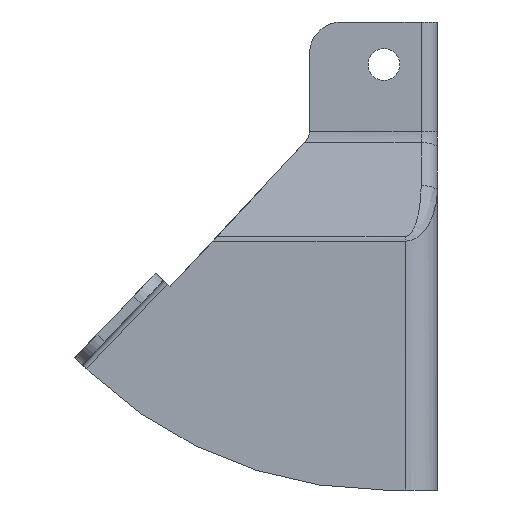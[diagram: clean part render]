
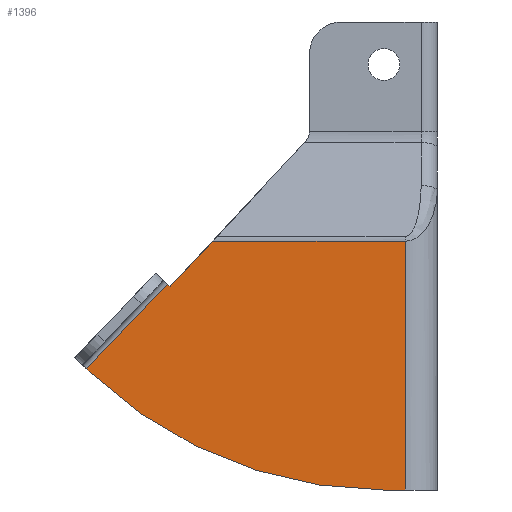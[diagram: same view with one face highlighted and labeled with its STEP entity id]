
A CAD part, front view. The second image highlights one B-rep face of the part: STEP entity #1396.
In plain terms, the highlighted planar face has unit normal (0, -1, 0).
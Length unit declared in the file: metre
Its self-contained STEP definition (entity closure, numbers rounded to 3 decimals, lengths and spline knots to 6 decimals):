
#94=LINE('',#2145,#220);
#95=LINE('',#2148,#221);
#96=LINE('',#2150,#222);
#97=LINE('',#2152,#223);
#98=LINE('',#2154,#224);
#99=LINE('',#2156,#225);
#100=LINE('',#2160,#226);
#220=VECTOR('',#1682,1.);
#221=VECTOR('',#1683,1.);
#222=VECTOR('',#1684,1.);
#223=VECTOR('',#1685,1.);
#224=VECTOR('',#1686,1.);
#225=VECTOR('',#1687,1.);
#226=VECTOR('',#1690,1.);
#351=ORIENTED_EDGE('',*,*,#783,.T.);
#352=ORIENTED_EDGE('',*,*,#784,.T.);
#353=ORIENTED_EDGE('',*,*,#785,.F.);
#354=ORIENTED_EDGE('',*,*,#786,.F.);
#355=ORIENTED_EDGE('',*,*,#787,.T.);
#356=ORIENTED_EDGE('',*,*,#788,.T.);
#357=ORIENTED_EDGE('',*,*,#789,.T.);
#358=ORIENTED_EDGE('',*,*,#790,.T.);
#783=EDGE_CURVE('',#999,#1000,#94,.F.);
#784=EDGE_CURVE('',#1000,#1001,#95,.F.);
#785=EDGE_CURVE('',#1002,#1001,#96,.T.);
#786=EDGE_CURVE('',#1003,#1002,#97,.T.);
#787=EDGE_CURVE('',#1003,#1004,#98,.T.);
#788=EDGE_CURVE('',#1004,#1005,#99,.T.);
#789=EDGE_CURVE('',#1005,#1006,#1124,.T.);
#790=EDGE_CURVE('',#1006,#999,#100,.T.);
#999=VERTEX_POINT('',#2146);
#1000=VERTEX_POINT('',#2147);
#1001=VERTEX_POINT('',#2149);
#1002=VERTEX_POINT('',#2151);
#1003=VERTEX_POINT('',#2153);
#1004=VERTEX_POINT('',#2155);
#1005=VERTEX_POINT('',#2157);
#1006=VERTEX_POINT('',#2159);
#1124=CIRCLE('',#1495,0.080079);
#1191=EDGE_LOOP('',(#351,#352,#353,#354,#355,#356,#357,#358));
#1277=FACE_BOUND('',#1191,.T.);
#1363=PLANE('',#1494);
#1396=ADVANCED_FACE('',(#1277),#1363,.T.);
#1494=AXIS2_PLACEMENT_3D('',#2144,#1680,#1681);
#1495=AXIS2_PLACEMENT_3D('',#2158,#1688,#1689);
#1680=DIRECTION('',(0.,-1.,0.));
#1681=DIRECTION('',(0.,0.,-1.));
#1682=DIRECTION('',(0.,0.,-1.));
#1683=DIRECTION('',(1.,0.,0.));
#1684=DIRECTION('',(0.682,0.,0.731));
#1685=DIRECTION('',(0.724,0.,-0.69));
#1686=DIRECTION('',(-0.69,0.,-0.724));
#1687=DIRECTION('',(0.724,0.,-0.69));
#1688=DIRECTION('',(0.,-1.,0.));
#1689=DIRECTION('',(0.,0.,-1.));
#1690=DIRECTION('',(1.,0.,0.));
#2144=CARTESIAN_POINT('',(-0.022,-0.0187,-0.064425));
#2145=CARTESIAN_POINT('',(-0.004,-0.0187,-0.064425));
#2146=CARTESIAN_POINT('',(-0.004,-0.0187,-0.088079));
#2147=CARTESIAN_POINT('',(-0.004,-0.0187,-0.041232));
#2148=CARTESIAN_POINT('',(-0.022,-0.0187,-0.041232));
#2149=CARTESIAN_POINT('',(-0.040221,-0.0187,-0.041232));
#2150=CARTESIAN_POINT('',(-0.06657,-0.0187,-0.069489));
#2151=CARTESIAN_POINT('',(-0.048265,-0.0187,-0.049858));
#2152=CARTESIAN_POINT('',(-0.048448,-0.0187,-0.049684));
#2153=CARTESIAN_POINT('',(-0.048809,-0.0187,-0.049339));
#2154=CARTESIAN_POINT('',(-0.048808,-0.0187,-0.049337));
#2155=CARTESIAN_POINT('',(-0.063992,-0.0187,-0.065258));
#2156=CARTESIAN_POINT('',(-0.06363,-0.0187,-0.065603));
#2157=CARTESIAN_POINT('',(-0.063269,-0.0187,-0.065948));
#2158=CARTESIAN_POINT('',(-0.008,-0.0187,-0.008));
#2159=CARTESIAN_POINT('',(-0.008,-0.0187,-0.088079));
#2160=CARTESIAN_POINT('',(-0.022,-0.0187,-0.088079));
